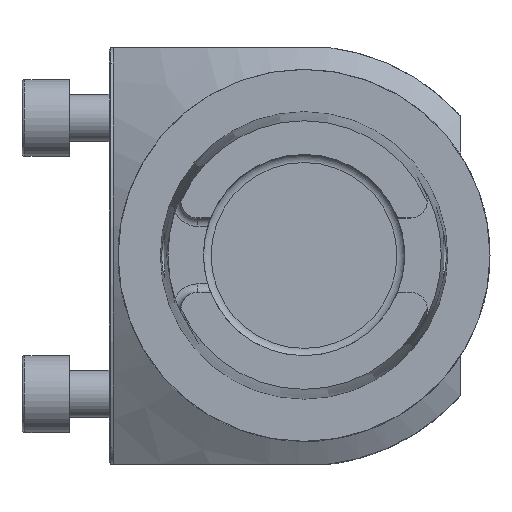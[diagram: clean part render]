
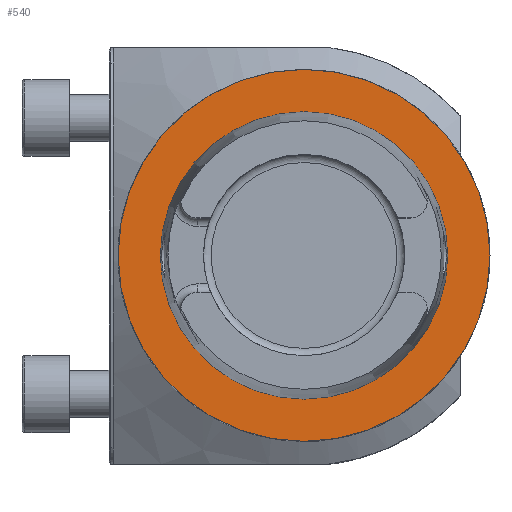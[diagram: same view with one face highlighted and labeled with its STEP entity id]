
A CAD part, top view. The second image highlights one B-rep face of the part: STEP entity #540.
In plain terms, the highlighted planar face has unit normal (0, 0, 1).
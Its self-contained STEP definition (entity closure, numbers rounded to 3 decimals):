
#372=PLANE('',#2180);
#540=ADVANCED_FACE('',(#700,#701),#372,.F.);
#700=FACE_BOUND('',#800,.T.);
#701=FACE_BOUND('',#801,.T.);
#800=EDGE_LOOP('',(#1106));
#801=EDGE_LOOP('',(#1107));
#1106=ORIENTED_EDGE('',*,*,#1738,.F.);
#1107=ORIENTED_EDGE('',*,*,#1802,.T.);
#1532=VERTEX_POINT('',#3396);
#1573=VERTEX_POINT('',#3666);
#1738=EDGE_CURVE('',#1532,#1532,#1970,.T.);
#1802=EDGE_CURVE('',#1573,#1573,#1984,.T.);
#1970=CIRCLE('',#2148,31.47);
#1984=CIRCLE('',#2178,24.321);
#2148=AXIS2_PLACEMENT_3D('',#3395,#2504,#2505);
#2178=AXIS2_PLACEMENT_3D('',#3665,#2594,#2595);
#2180=AXIS2_PLACEMENT_3D('',#3668,#2598,#2599);
#2504=DIRECTION('',(0.,0.,-1.));
#2505=DIRECTION('',(1.,0.,0.));
#2594=DIRECTION('',(0.,0.,-1.));
#2595=DIRECTION('',(1.,0.,0.));
#2598=DIRECTION('',(0.,0.,-1.));
#2599=DIRECTION('',(1.,0.,0.));
#3395=CARTESIAN_POINT('',(0.,0.,
0.));
#3396=CARTESIAN_POINT('',(31.47,0.,0.));
#3665=CARTESIAN_POINT('',(0.,0.,
0.));
#3666=CARTESIAN_POINT('',(24.321,0.,0.));
#3668=CARTESIAN_POINT('',(0.,-25.43,0.));
